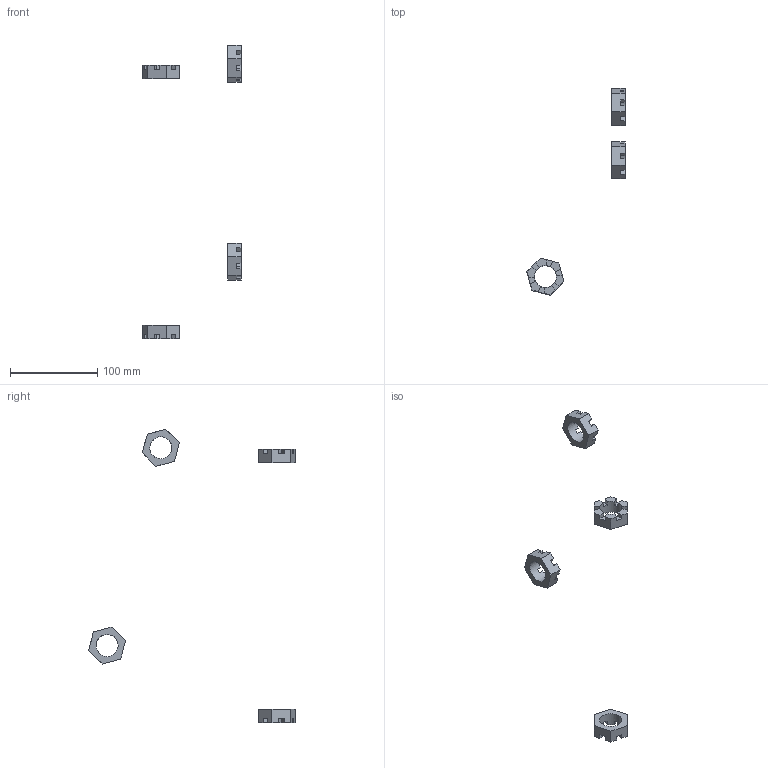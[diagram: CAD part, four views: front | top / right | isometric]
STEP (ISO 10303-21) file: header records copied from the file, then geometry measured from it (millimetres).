
FILE_DESCRIPTION( ( '' ), ' ' );
FILE_NAME( '5dd69da1019fa410b116cdb0.step', '2019-11-21T14:22:25', ( '' ), ( '' ), ' ', ' ', ' ' );
FILE_SCHEMA( ( 'AUTOMOTIVE_DESIGN { 1 0 10303 214 1 1 1 1 }' ) );
Length unit declared in the file: metre
Products named in the file (4): Part 126; Part 119; Part 127; Part 129
Bounding box: 112.69 x 237.42 x 336.65 mm (x, y, z)
Volume: 41376.3 mm3; surface area: 19173.9 mm2
Topology: 4 solids, 4 shells, 128 faces, 372 edges, 248 vertices
Faces by surface type: plane 124, cylinder 4
Full cylindrical faces by diameter (mm): 25.4 x4
Entity records: 5218 total; most frequent: CARTESIAN_POINT 740, ORIENTED_EDGE 728, DIRECTION 680, EDGE_CURVE 364, LINE 312, VECTOR 312, VERTEX_POINT 244, AXIS2_PLACEMENT_3D 184
